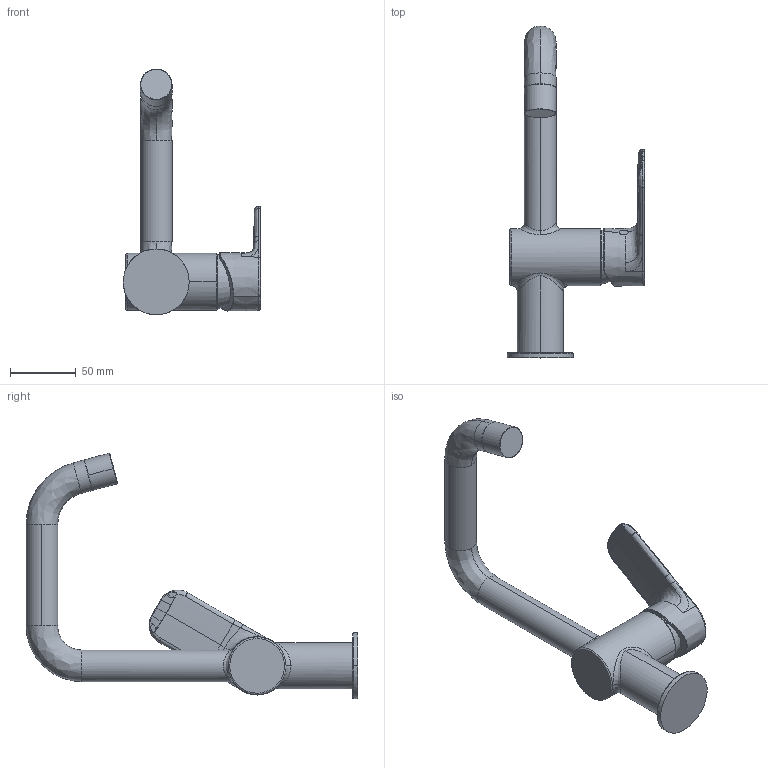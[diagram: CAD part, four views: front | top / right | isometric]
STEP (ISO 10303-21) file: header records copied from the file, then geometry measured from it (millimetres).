
FILE_DESCRIPTION (( 'STEP AP203' ), '1' );
FILE_NAME ('55542203(2022).STEP', '2022-10-13T04:50:46', ( '' ), ( '' ), 'SwSTEP 2.0', 'SolidWorks 2016', '' );
FILE_SCHEMA (( 'CONFIG_CONTROL_DESIGN' ));
Length unit declared in the file: millimetre
Products named in the file (1): 55542203(2022)
Bounding box: 104.37 x 251.98 x 186.55 mm (x, y, z)
Volume: 362900.1 mm3; surface area: 58010.3 mm2
Topology: 1 solids, 10 shells, 221 faces, 547 edges, 352 vertices
Faces by surface type: bspline 107, plane 87, cylinder 16, cone 9, torus 2
Entity records: 14686 total; most frequent: CARTESIAN_POINT 10181, ORIENTED_EDGE 1094, DIRECTION 671, EDGE_CURVE 547, VERTEX_POINT 352, AXIS2_PLACEMENT_3D 237, EDGE_LOOP 227, ADVANCED_FACE 221
